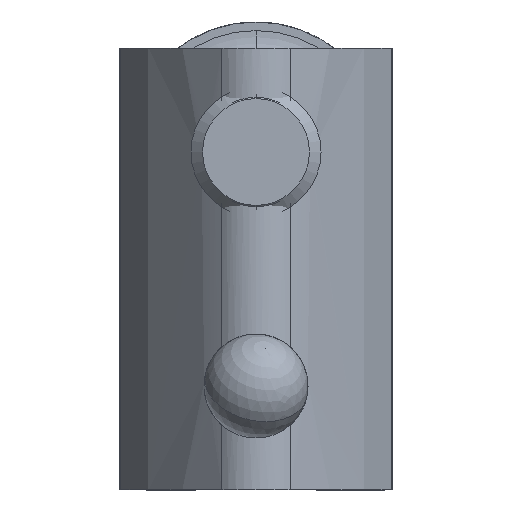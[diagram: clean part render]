
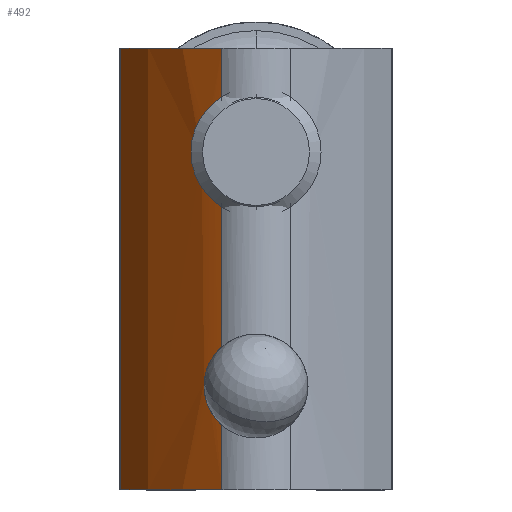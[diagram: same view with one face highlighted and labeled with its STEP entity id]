
A CAD part, front view. The second image highlights one B-rep face of the part: STEP entity #492.
In plain terms, the highlighted cylindrical face has radius 16 mm (diameter 32 mm), a partial arc.
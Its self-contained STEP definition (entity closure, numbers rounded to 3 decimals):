
#4 = CARTESIAN_POINT ( 'NONE',  ( -1.982, -6.891, -9.307 ) ) ;
#7 = CARTESIAN_POINT ( 'NONE',  ( -1.913, -6.958, -9.602 ) ) ;
#11 = VERTEX_POINT ( 'NONE', #3293 ) ;
#13 = CARTESIAN_POINT ( 'NONE',  ( -1.863, -7.006, -9.74 ) ) ;
#22 = ORIENTED_EDGE ( 'NONE', *, *, #3948, .F. ) ;
#24 = CARTESIAN_POINT ( 'NONE',  ( -1.74, -7.123, -9.996 ) ) ;
#25 = CARTESIAN_POINT ( 'NONE',  ( -1.666, -7.192, -10.115 ) ) ;
#34 = CARTESIAN_POINT ( 'NONE',  ( -1.502, -7.342, -10.327 ) ) ;
#40 = CARTESIAN_POINT ( 'NONE',  ( -1.412, -7.422, -10.422 ) ) ;
#44 = CARTESIAN_POINT ( 'NONE',  ( -1.315, -7.507, -10.507 ) ) ;
#131 = VECTOR ( 'NONE', #1827, 1000. ) ;
#151 = CARTESIAN_POINT ( 'NONE',  ( -5.2, -2.418, 4. ) ) ;
#167 = VECTOR ( 'NONE', #1784, 1000. ) ;
#357 = CARTESIAN_POINT ( 'NONE',  ( -1.315, -7.507, 1.638 ) ) ;
#358 = CARTESIAN_POINT ( 'NONE',  ( -1.425, -7.411, 1.549 ) ) ;
#363 = CARTESIAN_POINT ( 'NONE',  ( -1.529, -7.317, 1.447 ) ) ;
#368 = CARTESIAN_POINT ( 'NONE',  ( -1.716, -7.146, 1.22 ) ) ;
#370 = CARTESIAN_POINT ( 'NONE',  ( -1.799, -7.067, 1.095 ) ) ;
#375 = CARTESIAN_POINT ( 'NONE',  ( -1.942, -6.931, 0.815 ) ) ;
#376 = CARTESIAN_POINT ( 'NONE',  ( -1.999, -6.874, 0.663 ) ) ;
#380 = CARTESIAN_POINT ( 'NONE',  ( -2.079, -6.795, 0.339 ) ) ;
#383 = CARTESIAN_POINT ( 'NONE',  ( -2.1, -6.774, 0.17 ) ) ;
#387 = CARTESIAN_POINT ( 'NONE',  ( -2.1, -6.774, -0.172 ) ) ;
#390 = CARTESIAN_POINT ( 'NONE',  ( -2.079, -6.796, -0.342 ) ) ;
#392 = DIRECTION ( 'NONE',  ( 0., 0., -1. ) ) ;
#397 = CARTESIAN_POINT ( 'NONE',  ( -1.999, -6.875, -0.665 ) ) ;
#406 = CARTESIAN_POINT ( 'NONE',  ( -1.941, -6.932, -0.817 ) ) ;
#408 = CARTESIAN_POINT ( 'NONE',  ( -1.799, -7.068, -1.095 ) ) ;
#413 = CARTESIAN_POINT ( 'NONE',  ( -1.714, -7.148, -1.223 ) ) ;
#422 = CARTESIAN_POINT ( 'NONE',  ( -1.527, -7.319, -1.449 ) ) ;
#454 = CARTESIAN_POINT ( 'NONE',  ( -1.315, -7.507, -1.638 ) ) ;
#459 = CARTESIAN_POINT ( 'NONE',  ( -1.425, -7.411, -1.549 ) ) ;
#492 = ADVANCED_FACE ( 'NONE', ( #3307 ), #4133, .T. ) ;
#569 = CARTESIAN_POINT ( 'NONE',  ( -1.914, -6.957, -8.4 ) ) ;
#612 = EDGE_CURVE ( 'NONE', #11, #3852, #2346, .T. ) ;
#614 = EDGE_CURVE ( 'NONE', #1143, #2378, #1368, .T. ) ;
#672 = CARTESIAN_POINT ( 'NONE',  ( -5.2, -2.418, -13. ) ) ;
#676 = CARTESIAN_POINT ( 'NONE',  ( -1.315, -7.507, 1.638 ) ) ;
#824 = ORIENTED_EDGE ( 'NONE', *, *, #612, .F. ) ;
#841 = B_SPLINE_CURVE_WITH_KNOTS ( 'NONE', 3,
 ( #454, #459, #422, #413, #408, #406, #397, #390, #387, #383, #380, #376, #375, #370, #368, #363, #358, #357 ),
 .UNSPECIFIED., .F., .F.,
 ( 4, 2, 2, 2, 2, 2, 2, 2, 4 ),
 ( 0., 0.001, 0.001, 0.002, 0.002, 0.003, 0.003, 0.004, 0.004 ),
 .UNSPECIFIED. ) ;
#849 = CARTESIAN_POINT ( 'NONE',  ( -1.315, -7.507, 4. ) ) ;
#882 = CARTESIAN_POINT ( 'NONE',  ( -1.315, -7.507, -1.638 ) ) ;
#1143 = VERTEX_POINT ( 'NONE', #882 ) ;
#1187 = VECTOR ( 'NONE', #392, 1000. ) ;
#1300 = VERTEX_POINT ( 'NONE', #672 ) ;
#1309 = AXIS2_PLACEMENT_3D ( 'NONE', #2126, #2114, #2106 ) ;
#1368 = LINE ( 'NONE', #1775, #167 ) ;
#1399 = EDGE_CURVE ( 'NONE', #1143, #3795, #841, .T. ) ;
#1469 = CARTESIAN_POINT ( 'NONE',  ( -1.315, -7.507, 4. ) ) ;
#1555 = EDGE_CURVE ( 'NONE', #11, #2378, #2245, .T. ) ;
#1608 = ORIENTED_EDGE ( 'NONE', *, *, #1399, .T. ) ;
#1692 = AXIS2_PLACEMENT_3D ( 'NONE', #4273, #4257, #4248 ) ;
#1708 = ORIENTED_EDGE ( 'NONE', *, *, #4202, .F. ) ;
#1775 = CARTESIAN_POINT ( 'NONE',  ( -1.315, -7.507, 4. ) ) ;
#1784 = DIRECTION ( 'NONE',  ( 0., 0., -1. ) ) ;
#1803 = CARTESIAN_POINT ( 'NONE',  ( -1.315, -7.507, 4. ) ) ;
#1806 = AXIS2_PLACEMENT_3D ( 'NONE', #4181, #4159, #4146 ) ;
#1827 = DIRECTION ( 'NONE',  ( 0., 0., -1. ) ) ;
#1880 = VERTEX_POINT ( 'NONE', #151 ) ;
#1896 = ORIENTED_EDGE ( 'NONE', *, *, #2148, .T. ) ;
#2070 = CARTESIAN_POINT ( 'NONE',  ( -1.315, -7.507, -7.493 ) ) ;
#2106 = DIRECTION ( 'NONE',  ( -1., 0., 0. ) ) ;
#2114 = DIRECTION ( 'NONE',  ( 0., 0., -1. ) ) ;
#2126 = CARTESIAN_POINT ( 'NONE',  ( 9.203, 4.55, 4. ) ) ;
#2148 = EDGE_CURVE ( 'NONE', #1880, #1300, #3660, .T. ) ;
#2245 = B_SPLINE_CURVE_WITH_KNOTS ( 'NONE', 3,
 ( #44, #40, #34, #25, #24, #13, #7, #4, #3600, #3577, #3461, #569, #3156, #2903, #2942, #3037, #2494, #2070 ),
 .UNSPECIFIED., .F., .F.,
 ( 4, 2, 2, 2, 2, 2, 2, 2, 4 ),
 ( 0., 0., 0.001, 0.001, 0.002, 0.002, 0.003, 0.003, 0.004 ),
 .UNSPECIFIED. ) ;
#2346 = LINE ( 'NONE', #1803, #131 ) ;
#2378 = VERTEX_POINT ( 'NONE', #3336 ) ;
#2456 = EDGE_LOOP ( 'NONE', ( #1896, #3393, #824, #3537, #4131, #1608, #22, #1708 ) ) ;
#2494 = CARTESIAN_POINT ( 'NONE',  ( -1.412, -7.422, -7.578 ) ) ;
#2730 = CIRCLE ( 'NONE', #1806, 16. ) ;
#2903 = CARTESIAN_POINT ( 'NONE',  ( -1.74, -7.123, -8.003 ) ) ;
#2942 = CARTESIAN_POINT ( 'NONE',  ( -1.666, -7.192, -7.885 ) ) ;
#3037 = CARTESIAN_POINT ( 'NONE',  ( -1.502, -7.342, -7.673 ) ) ;
#3156 = CARTESIAN_POINT ( 'NONE',  ( -1.864, -7.006, -8.26 ) ) ;
#3188 = VECTOR ( 'NONE', #4075, 1000. ) ;
#3293 = CARTESIAN_POINT ( 'NONE',  ( -1.315, -7.507, -10.507 ) ) ;
#3307 = FACE_OUTER_BOUND ( 'NONE', #2456, .T. ) ;
#3336 = CARTESIAN_POINT ( 'NONE',  ( -1.315, -7.507, -7.493 ) ) ;
#3393 = ORIENTED_EDGE ( 'NONE', *, *, #4361, .T. ) ;
#3461 = CARTESIAN_POINT ( 'NONE',  ( -1.982, -6.891, -8.694 ) ) ;
#3537 = ORIENTED_EDGE ( 'NONE', *, *, #1555, .T. ) ;
#3559 = LINE ( 'NONE', #849, #1187 ) ;
#3577 = CARTESIAN_POINT ( 'NONE',  ( -2., -6.873, -8.848 ) ) ;
#3600 = CARTESIAN_POINT ( 'NONE',  ( -2., -6.873, -9.157 ) ) ;
#3660 = LINE ( 'NONE', #4096, #3188 ) ;
#3679 = CARTESIAN_POINT ( 'NONE',  ( -1.315, -7.507, -13. ) ) ;
#3795 = VERTEX_POINT ( 'NONE', #676 ) ;
#3852 = VERTEX_POINT ( 'NONE', #3679 ) ;
#3948 = EDGE_CURVE ( 'NONE', #4358, #3795, #3559, .T. ) ;
#4075 = DIRECTION ( 'NONE',  ( 0., 0., -1. ) ) ;
#4096 = CARTESIAN_POINT ( 'NONE',  ( -5.2, -2.418, 4. ) ) ;
#4131 = ORIENTED_EDGE ( 'NONE', *, *, #614, .F. ) ;
#4133 = CYLINDRICAL_SURFACE ( 'NONE', #1309, 16. ) ;
#4146 = DIRECTION ( 'NONE',  ( -1., 0., 0. ) ) ;
#4159 = DIRECTION ( 'NONE',  ( 0., 0., 1. ) ) ;
#4181 = CARTESIAN_POINT ( 'NONE',  ( 9.203, 4.55, 4. ) ) ;
#4202 = EDGE_CURVE ( 'NONE', #1880, #4358, #2730, .T. ) ;
#4248 = DIRECTION ( 'NONE',  ( -1., 0., 0. ) ) ;
#4257 = DIRECTION ( 'NONE',  ( 0., 0., 1. ) ) ;
#4273 = CARTESIAN_POINT ( 'NONE',  ( 9.203, 4.55, -13. ) ) ;
#4346 = CIRCLE ( 'NONE', #1692, 16. ) ;
#4358 = VERTEX_POINT ( 'NONE', #1469 ) ;
#4361 = EDGE_CURVE ( 'NONE', #1300, #3852, #4346, .T. ) ;
